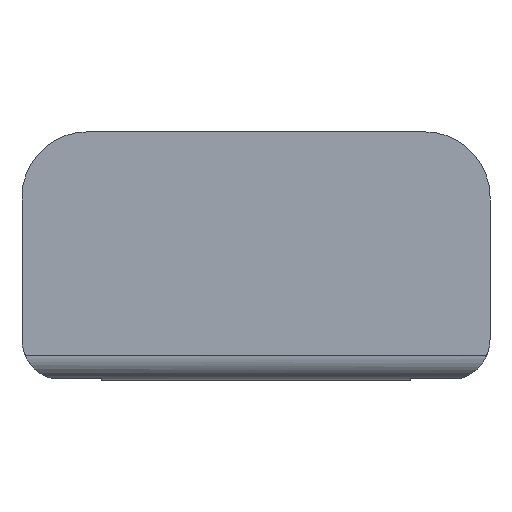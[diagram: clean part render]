
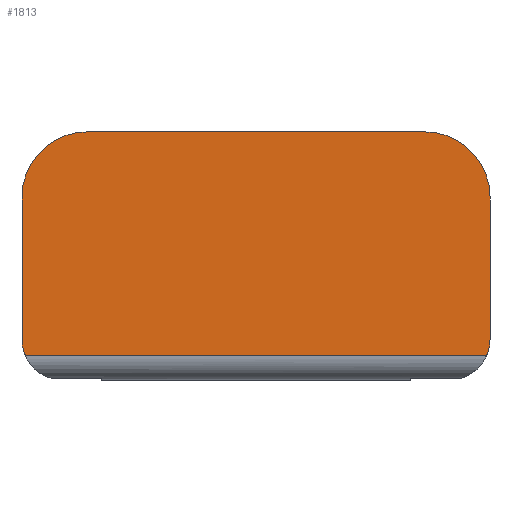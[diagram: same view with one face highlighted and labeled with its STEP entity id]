
A CAD part, left-side view. The second image highlights one B-rep face of the part: STEP entity #1813.
In plain terms, the highlighted planar face has unit normal (-1, 0, 0).
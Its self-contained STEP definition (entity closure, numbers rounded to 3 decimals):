
#789=CARTESIAN_POINT('',(76.,-278.333,27.5));
#801=DIRECTION('',(0.,-1.,0.));
#802=VECTOR('',#801,56.665);
#803=CARTESIAN_POINT('',(76.,-221.667,27.5));
#804=LINE('',#803,#802);
#808=CARTESIAN_POINT('',(76.,-226.25,29.5));
#809=DIRECTION('',(-1.,0.,0.));
#810=DIRECTION('',(0.,1.,0.));
#811=AXIS2_PLACEMENT_3D('',#808,#809,#810);
#816=DIRECTION('',(0.,0.,1.));
#817=VECTOR('',#816,17.5);
#818=CARTESIAN_POINT('',(76.,-221.25,29.5));
#819=LINE('',#818,#817);
#823=CARTESIAN_POINT('',(76.,-229.25,47.));
#824=DIRECTION('',(-1.,0.,0.));
#825=DIRECTION('',(0.,0.,1.));
#826=AXIS2_PLACEMENT_3D('',#823,#824,#825);
#831=DIRECTION('',(0.,-1.,0.));
#832=VECTOR('',#831,41.5);
#833=CARTESIAN_POINT('',(76.,-229.25,55.));
#834=LINE('',#833,#832);
#838=CARTESIAN_POINT('',(76.,-270.75,47.));
#839=DIRECTION('',(-1.,0.,0.));
#840=DIRECTION('',(0.,-1.,0.));
#841=AXIS2_PLACEMENT_3D('',#838,#839,#840);
#846=DIRECTION('',(0.,0.,-1.));
#847=VECTOR('',#846,17.5);
#848=CARTESIAN_POINT('',(76.,-278.75,47.));
#849=LINE('',#848,#847);
#853=CARTESIAN_POINT('',(76.,-273.75,29.5));
#854=DIRECTION('',(-1.,0.,0.));
#855=DIRECTION('',(0.,-0.917,-0.4));
#856=AXIS2_PLACEMENT_3D('',#853,#854,#855);
#868=CARTESIAN_POINT('',(76.,-221.667,27.5));
#1099=CARTESIAN_POINT('',(76.,-221.25,29.5));
#1101=VERTEX_POINT('',#1099);
#1102=CARTESIAN_POINT('',(76.,-229.25,55.));
#1103=CARTESIAN_POINT('',(76.,-221.25,47.));
#1104=VERTEX_POINT('',#1102);
#1105=VERTEX_POINT('',#1103);
#1110=CARTESIAN_POINT('',(76.,-278.75,47.));
#1111=CARTESIAN_POINT('',(76.,-270.75,55.));
#1112=VERTEX_POINT('',#1110);
#1113=VERTEX_POINT('',#1111);
#1119=CARTESIAN_POINT('',(76.,-278.75,29.5));
#1121=VERTEX_POINT('',#1119);
#1122=VERTEX_POINT('',#789);
#1134=VERTEX_POINT('',#868);
#1792=CARTESIAN_POINT('',(76.,-500.5,0.));
#1793=DIRECTION('',(1.,0.,0.));
#1794=DIRECTION('',(0.,1.,0.));
#1795=AXIS2_PLACEMENT_3D('',#1792,#1793,#1794);
#1796=PLANE('',#1795);
#1797=ORIENTED_EDGE('',*,*,#1759,.F.);
#1799=ORIENTED_EDGE('',*,*,#1798,.F.);
#1801=ORIENTED_EDGE('',*,*,#1800,.T.);
#1803=ORIENTED_EDGE('',*,*,#1802,.F.);
#1805=ORIENTED_EDGE('',*,*,#1804,.T.);
#1807=ORIENTED_EDGE('',*,*,#1806,.F.);
#1809=ORIENTED_EDGE('',*,*,#1808,.T.);
#1810=ORIENTED_EDGE('',*,*,#1777,.F.);
#1811=EDGE_LOOP('',(#1797,#1799,#1801,#1803,#1805,#1807,#1809,#1810));
#1812=FACE_OUTER_BOUND('',#1811,.F.);
#812=CIRCLE('',#811,5.);
#827=CIRCLE('',#826,8.);
#842=CIRCLE('',#841,8.);
#857=CIRCLE('',#856,5.);
#1759=EDGE_CURVE('',#1134,#1122,#804,.T.);
#1777=EDGE_CURVE('',#1122,#1121,#857,.T.);
#1798=EDGE_CURVE('',#1101,#1134,#812,.T.);
#1800=EDGE_CURVE('',#1101,#1105,#819,.T.);
#1802=EDGE_CURVE('',#1104,#1105,#827,.T.);
#1804=EDGE_CURVE('',#1104,#1113,#834,.T.);
#1806=EDGE_CURVE('',#1112,#1113,#842,.T.);
#1808=EDGE_CURVE('',#1112,#1121,#849,.T.);
#1813=ADVANCED_FACE('',(#1812),#1796,.F.);
